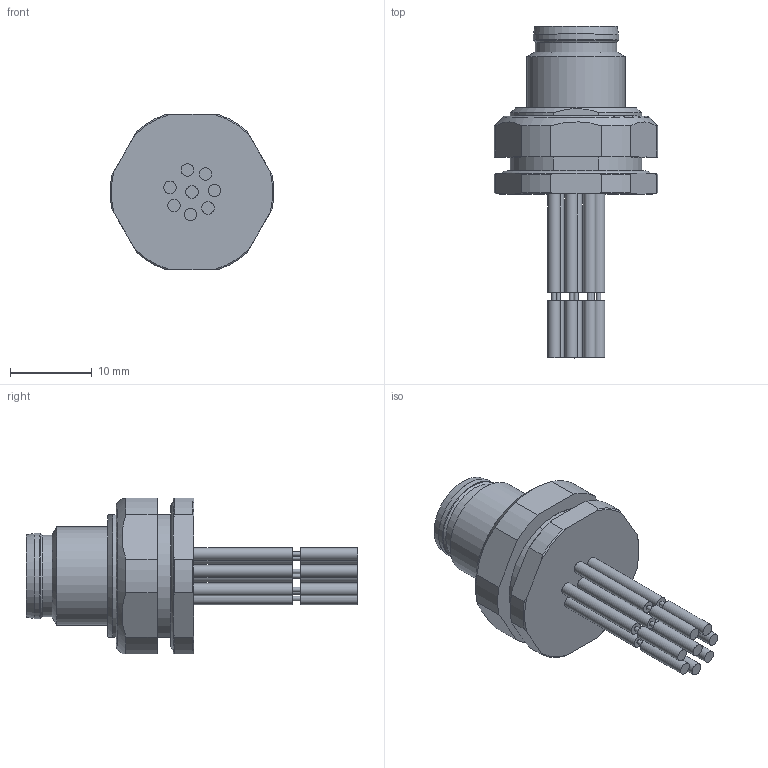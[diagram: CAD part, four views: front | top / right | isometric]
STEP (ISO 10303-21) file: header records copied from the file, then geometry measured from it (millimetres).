
FILE_DESCRIPTION(/* description */ (''),/* implementation_level */ '2;1');
FILE_NAME(/* name */ 'EC-FSFD8-m_16.stp',/* time_stamp */ '2016-02-10T08:24:00+01:00',/* author */ (''),/* organization */ (''),/* preprocessor_version */ 'ST-DEVELOPER v16',/* originating_system */ 'SIEMENS PLM Software NX 10.0',/* authorisation */ '');
FILE_SCHEMA (('AUTOMOTIVE_DESIGN { 1 0 10303 214 3 1 1 1 }'));
Length unit declared in the file: millimetre
Products named in the file (1): EC-FSFD8-m_16
Bounding box: 19.95 x 40.48 x 19 mm (x, y, z)
Volume: 3663.3 mm3; surface area: 2913.7 mm2
Topology: 1 solids, 1 shells, 158 faces, 379 edges, 253 vertices
Faces by surface type: cylinder 63, plane 53, cone 22, torus 12, sphere 8
Full cylindrical faces by diameter (mm): 0.56 x8, 0.8 x16, 1.5 x16, 8.375 x1, 10 x1, 10.4 x1, 12 x1
Entity records: 4051 total; most frequent: CARTESIAN_POINT 909, DIRECTION 680, ORIENTED_EDGE 516, AXIS2_PLACEMENT_3D 309, EDGE_CURVE 258, EDGE_LOOP 257, VERTEX_POINT 201, FACE_BOUND 184
